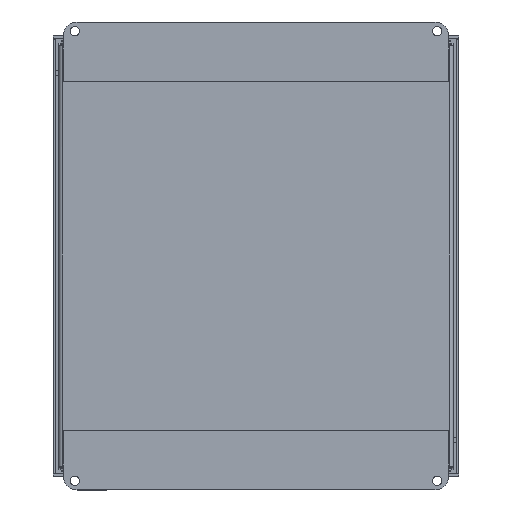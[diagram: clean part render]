
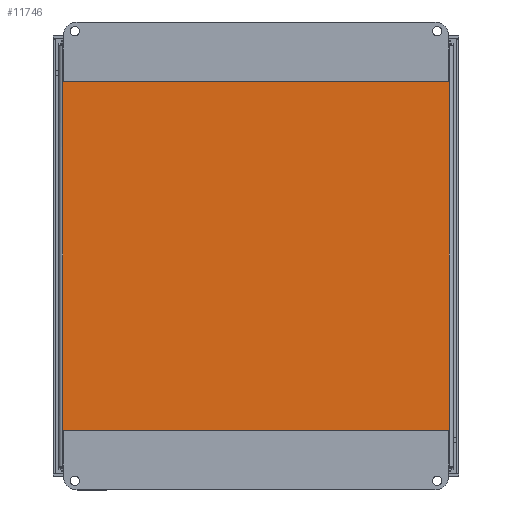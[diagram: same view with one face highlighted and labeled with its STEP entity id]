
A CAD part, top view. The second image highlights one B-rep face of the part: STEP entity #11746.
In plain terms, the highlighted face is planar.
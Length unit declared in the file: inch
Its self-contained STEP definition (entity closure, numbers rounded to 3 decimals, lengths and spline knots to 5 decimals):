
#602=CIRCLE('',#12672,0.07);
#606=CIRCLE('',#12678,0.07);
#607=CIRCLE('',#12680,0.07);
#608=CIRCLE('',#12681,0.07);
#1181=PLANE('',#12679);
#1771=FACE_OUTER_BOUND('',#2460,.T.);
#2460=EDGE_LOOP('',(#10594,#10595,#10596,#10597,#10598,#10599,#10600,#10601));
#3611=LINE('',#19696,#4762);
#3624=LINE('',#19834,#4775);
#3634=LINE('',#19952,#4785);
#3645=LINE('',#20052,#4796);
#4762=VECTOR('',#15571,11.51142);
#4775=VECTOR('',#15606,10.51142);
#4785=VECTOR('',#15628,11.51142);
#4796=VECTOR('',#15657,10.51142);
#5864=VERTEX_POINT('',#19632);
#5865=VERTEX_POINT('',#19679);
#5876=VERTEX_POINT('',#19769);
#5877=VERTEX_POINT('',#19817);
#5882=VERTEX_POINT('',#19888);
#5883=VERTEX_POINT('',#19935);
#5894=VERTEX_POINT('',#20019);
#5895=VERTEX_POINT('',#20038);
#7411=EDGE_CURVE('',#5864,#5865,#3611,.T.);
#7432=EDGE_CURVE('',#5876,#5877,#3624,.T.);
#7446=EDGE_CURVE('',#5882,#5883,#3634,.T.);
#7465=EDGE_CURVE('',#5894,#5895,#3645,.T.);
#7469=EDGE_CURVE('',#5895,#5882,#602,.T.);
#7473=EDGE_CURVE('',#5865,#5894,#606,.T.);
#7474=EDGE_CURVE('',#5883,#5876,#607,.T.);
#7475=EDGE_CURVE('',#5877,#5864,#608,.T.);
#10594=ORIENTED_EDGE('',*,*,#7465,.T.);
#10595=ORIENTED_EDGE('',*,*,#7469,.T.);
#10596=ORIENTED_EDGE('',*,*,#7446,.T.);
#10597=ORIENTED_EDGE('',*,*,#7474,.T.);
#10598=ORIENTED_EDGE('',*,*,#7432,.T.);
#10599=ORIENTED_EDGE('',*,*,#7475,.T.);
#10600=ORIENTED_EDGE('',*,*,#7411,.T.);
#10601=ORIENTED_EDGE('',*,*,#7473,.T.);
#11746=ADVANCED_FACE('',(#1771),#1181,.F.);
#12672=AXIS2_PLACEMENT_3D('',#20087,#15668,#15669);
#12678=AXIS2_PLACEMENT_3D('',#20093,#15680,#15681);
#12679=AXIS2_PLACEMENT_3D('',#20094,#15682,#15683);
#12680=AXIS2_PLACEMENT_3D('',#20095,#15684,#15685);
#12681=AXIS2_PLACEMENT_3D('',#20096,#15686,#15687);
#15571=DIRECTION('',(0.,-1.,0.));
#15606=DIRECTION('',(1.,0.,0.));
#15628=DIRECTION('',(0.,1.,0.));
#15657=DIRECTION('',(-1.,0.,0.));
#15668=DIRECTION('center_axis',(0.,0.,1.));
#15669=DIRECTION('ref_axis',(1.,0.,0.));
#15680=DIRECTION('center_axis',(0.,0.,1.));
#15681=DIRECTION('ref_axis',(1.,0.,0.));
#15682=DIRECTION('center_axis',(0.,0.,1.));
#15683=DIRECTION('ref_axis',(1.,0.,0.));
#15684=DIRECTION('center_axis',(0.,0.,1.));
#15685=DIRECTION('ref_axis',(1.,0.,0.));
#15686=DIRECTION('center_axis',(0.,0.,1.));
#15687=DIRECTION('ref_axis',(1.,0.,0.));
#19632=CARTESIAN_POINT('',(10.64475,11.63071,0.));
#19679=CARTESIAN_POINT('',(10.64475,0.11929,0.));
#19696=CARTESIAN_POINT('',(10.64475,8.75988,0.));
#19769=CARTESIAN_POINT('',(0.11929,11.64475,0.));
#19817=CARTESIAN_POINT('',(10.63071,11.64475,0.));
#19834=CARTESIAN_POINT('',(2.74013,11.64475,0.));
#19888=CARTESIAN_POINT('',(0.10525,0.11929,0.));
#19935=CARTESIAN_POINT('',(0.10525,11.63071,0.));
#19952=CARTESIAN_POINT('',(0.10525,2.99013,0.));
#20019=CARTESIAN_POINT('',(10.63071,0.10525,0.));
#20038=CARTESIAN_POINT('',(0.11929,0.10525,0.));
#20052=CARTESIAN_POINT('',(8.00988,0.10525,0.));
#20087=CARTESIAN_POINT('Origin',(0.06327,0.06327,
0.));
#20093=CARTESIAN_POINT('Origin',(10.68673,0.06327,0.));
#20094=CARTESIAN_POINT('Origin',(5.375,5.875,0.));
#20095=CARTESIAN_POINT('Origin',(0.06327,11.68673,0.));
#20096=CARTESIAN_POINT('Origin',(10.68673,11.68673,0.));
